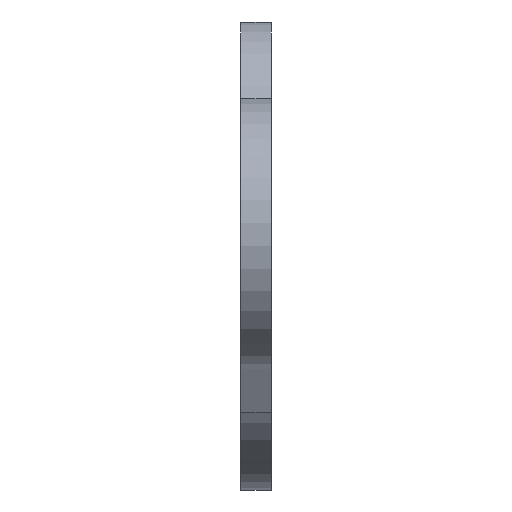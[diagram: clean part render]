
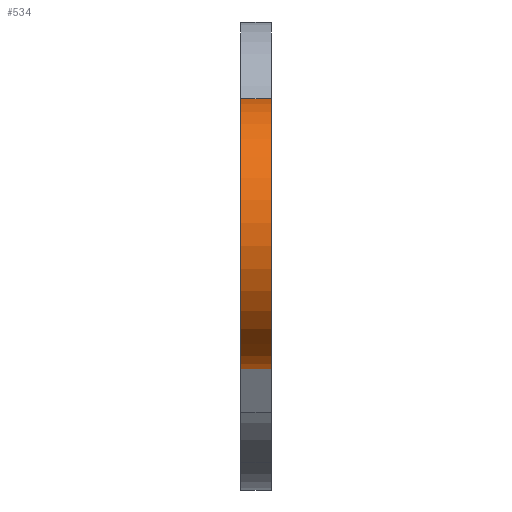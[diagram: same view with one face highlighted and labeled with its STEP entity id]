
A CAD part, front view. The second image highlights one B-rep face of the part: STEP entity #534.
In plain terms, the highlighted cylindrical face has radius 14.143 mm (diameter 28.286 mm), a partial arc.
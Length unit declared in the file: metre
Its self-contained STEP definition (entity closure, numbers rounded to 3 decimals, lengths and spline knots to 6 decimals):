
#21=CYLINDRICAL_SURFACE('',#600,0.014143);
#47=LINE('',#884,#70);
#49=LINE('',#889,#72);
#70=VECTOR('',#707,1.);
#72=VECTOR('',#713,1.);
#120=ORIENTED_EDGE('',*,*,#257,.F.);
#121=ORIENTED_EDGE('',*,*,#258,.T.);
#122=ORIENTED_EDGE('',*,*,#242,.T.);
#123=ORIENTED_EDGE('',*,*,#255,.T.);
#242=EDGE_CURVE('',#312,#311,#364,.T.);
#255=EDGE_CURVE('',#311,#323,#47,.F.);
#257=EDGE_CURVE('',#325,#323,#374,.T.);
#258=EDGE_CURVE('',#325,#312,#49,.T.);
#311=VERTEX_POINT('',#856);
#312=VERTEX_POINT('',#858);
#323=VERTEX_POINT('',#882);
#325=VERTEX_POINT('',#888);
#364=CIRCLE('',#589,0.014143);
#374=CIRCLE('',#601,0.014143);
#410=EDGE_LOOP('',(#120,#121,#122,#123));
#475=FACE_BOUND('',#410,.T.);
#534=ADVANCED_FACE('',(#475),#21,.T.);
#589=AXIS2_PLACEMENT_3D('',#857,#682,#683);
#600=AXIS2_PLACEMENT_3D('',#886,#709,#710);
#601=AXIS2_PLACEMENT_3D('',#887,#711,#712);
#682=DIRECTION('',(-1.,0.,0.));
#683=DIRECTION('',(0.,0.375,0.927));
#707=DIRECTION('',(1.,0.,0.));
#709=DIRECTION('',(1.,0.,0.));
#710=DIRECTION('',(0.,-0.375,-0.927));
#711=DIRECTION('',(-1.,0.,0.));
#712=DIRECTION('',(0.,0.375,0.927));
#713=DIRECTION('',(1.,0.,0.));
#856=CARTESIAN_POINT('',(0.009092,0.690141,0.021171));
#857=CARTESIAN_POINT('',(0.009092,0.680416,0.010902));
#858=CARTESIAN_POINT('',(0.009092,0.686249,-0.001983));
#882=CARTESIAN_POINT('',(0.005917,0.690141,0.021171));
#884=CARTESIAN_POINT('',(0.003031,0.690141,0.021171));
#886=CARTESIAN_POINT('',(0.003031,0.680416,0.010902));
#887=CARTESIAN_POINT('',(0.005917,0.680416,0.010902));
#888=CARTESIAN_POINT('',(0.005917,0.686249,-0.001983));
#889=CARTESIAN_POINT('',(0.003031,0.686249,-0.001983));
